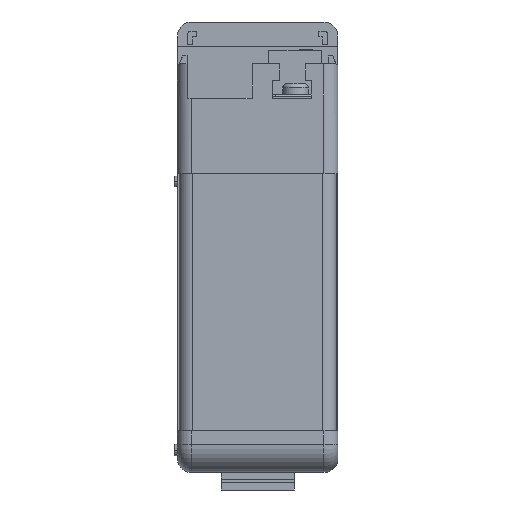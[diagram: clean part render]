
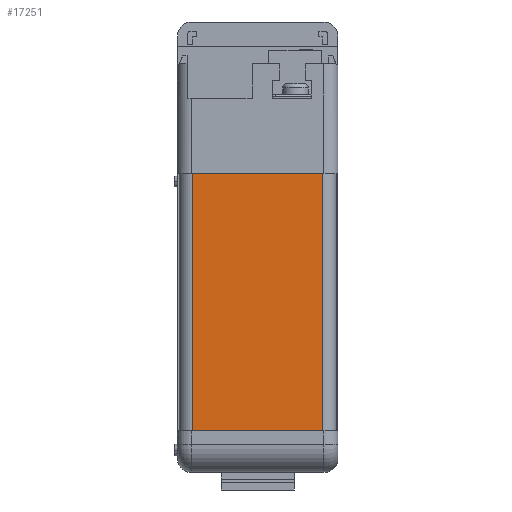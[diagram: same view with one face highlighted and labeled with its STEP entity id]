
A CAD part, front view. The second image highlights one B-rep face of the part: STEP entity #17251.
In plain terms, the highlighted planar face has unit normal (0, -1, 0).
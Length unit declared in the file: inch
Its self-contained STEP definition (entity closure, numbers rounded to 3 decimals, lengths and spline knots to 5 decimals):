
#143 = DIRECTION ( 'NONE',  ( 0., 0., -1. ) ) ;
#243 = VERTEX_POINT ( 'NONE', #11443 ) ;
#1720 = VECTOR ( 'NONE', #4465, 39.37008 ) ;
#2227 = LINE ( 'NONE', #2870, #1720 ) ;
#2870 = CARTESIAN_POINT ( 'NONE',  ( 0.5775, -2.9375, 0.655 ) ) ;
#3457 = VERTEX_POINT ( 'NONE', #13153 ) ;
#3498 = LINE ( 'NONE', #10078, #11473 ) ;
#3808 = VECTOR ( 'NONE', #8043, 39.37008 ) ;
#4053 = ORIENTED_EDGE ( 'NONE', *, *, #8728, .T. ) ;
#4416 = FACE_OUTER_BOUND ( 'NONE', #4443, .T. ) ;
#4443 = EDGE_LOOP ( 'NONE', ( #7689, #9277, #19144, #4053 ) ) ;
#4465 = DIRECTION ( 'NONE',  ( -1., 0., 0. ) ) ;
#5639 = CARTESIAN_POINT ( 'NONE',  ( 0.5775, -2.9375, 0.655 ) ) ;
#6048 = VERTEX_POINT ( 'NONE', #6647 ) ;
#6647 = CARTESIAN_POINT ( 'NONE',  ( 0.5775, -2.9375, 0.655 ) ) ;
#7226 = DIRECTION ( 'NONE',  ( 0., 0., -1. ) ) ;
#7689 = ORIENTED_EDGE ( 'NONE', *, *, #15676, .F. ) ;
#7979 = PLANE ( 'NONE',  #19351 ) ;
#8043 = DIRECTION ( 'NONE',  ( -1., 0., 0. ) ) ;
#8728 = EDGE_CURVE ( 'NONE', #3457, #243, #3498, .T. ) ;
#9277 = ORIENTED_EDGE ( 'NONE', *, *, #20196, .F. ) ;
#9507 = VERTEX_POINT ( 'NONE', #12033 ) ;
#9657 = DIRECTION ( 'NONE',  ( 0., -1., 0. ) ) ;
#9714 = VECTOR ( 'NONE', #7226, 39.37008 ) ;
#10078 = CARTESIAN_POINT ( 'NONE',  ( -0.5775, -2.9375, 0.655 ) ) ;
#11256 = CARTESIAN_POINT ( 'NONE',  ( 0.5775, -2.9375, -1.63 ) ) ;
#11443 = CARTESIAN_POINT ( 'NONE',  ( -0.5775, -2.9375, -1.63 ) ) ;
#11473 = VECTOR ( 'NONE', #11665, 39.37008 ) ;
#11665 = DIRECTION ( 'NONE',  ( 0., 0., -1. ) ) ;
#12033 = CARTESIAN_POINT ( 'NONE',  ( 0.5775, -2.9375, -1.63 ) ) ;
#13153 = CARTESIAN_POINT ( 'NONE',  ( -0.5775, -2.9375, 0.655 ) ) ;
#13933 = LINE ( 'NONE', #5639, #9714 ) ;
#15676 = EDGE_CURVE ( 'NONE', #9507, #243, #16501, .T. ) ;
#16501 = LINE ( 'NONE', #11256, #3808 ) ;
#16542 = EDGE_CURVE ( 'NONE', #6048, #3457, #2227, .T. ) ;
#17251 = ADVANCED_FACE ( 'NONE', ( #4416 ), #7979, .T. ) ;
#19144 = ORIENTED_EDGE ( 'NONE', *, *, #16542, .T. ) ;
#19173 = CARTESIAN_POINT ( 'NONE',  ( 0.5775, -2.9375, 0.655 ) ) ;
#19351 = AXIS2_PLACEMENT_3D ( 'NONE', #19173, #9657, #143 ) ;
#20196 = EDGE_CURVE ( 'NONE', #6048, #9507, #13933, .T. ) ;
